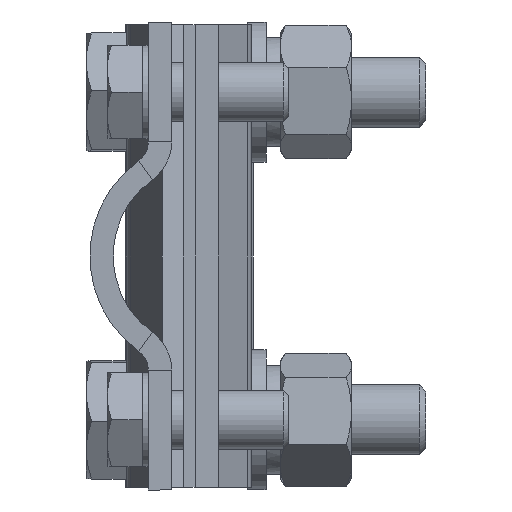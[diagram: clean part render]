
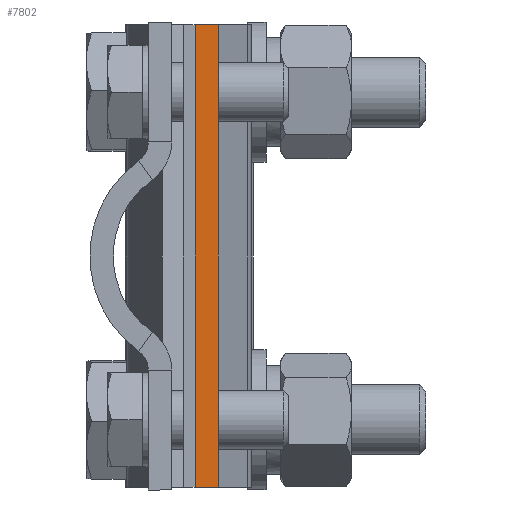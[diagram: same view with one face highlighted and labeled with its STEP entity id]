
A CAD part, left-side view. The second image highlights one B-rep face of the part: STEP entity #7802.
In plain terms, the highlighted face is planar.
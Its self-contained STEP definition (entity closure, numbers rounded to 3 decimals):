
#119 = ORIENTED_EDGE ( 'NONE', *, *, #2131, .T. ) ;
#250 = DIRECTION ( 'NONE',  ( 0., -1., 0. ) ) ;
#328 = PLANE ( 'NONE',  #7221 ) ;
#348 = DIRECTION ( 'NONE',  ( 0., -1., 0. ) ) ;
#557 = CARTESIAN_POINT ( 'NONE',  ( 0., 0., 16. ) ) ;
#993 = LINE ( 'NONE', #2793, #6875 ) ;
#1026 = FACE_OUTER_BOUND ( 'NONE', #7770, .T. ) ;
#1613 = CARTESIAN_POINT ( 'NONE',  ( 0., 2., 16. ) ) ;
#1628 = VERTEX_POINT ( 'NONE', #7170 ) ;
#1733 = VERTEX_POINT ( 'NONE', #4727 ) ;
#2006 = ORIENTED_EDGE ( 'NONE', *, *, #4979, .T. ) ;
#2131 = EDGE_CURVE ( 'NONE', #1733, #1628, #6048, .T. ) ;
#2147 = EDGE_CURVE ( 'NONE', #1733, #7936, #993, .T. ) ;
#2177 = VERTEX_POINT ( 'NONE', #2248 ) ;
#2248 = CARTESIAN_POINT ( 'NONE',  ( 39.5, 0., 16. ) ) ;
#2345 = VECTOR ( 'NONE', #5364, 1000. ) ;
#2527 = ORIENTED_EDGE ( 'NONE', *, *, #2147, .F. ) ;
#2793 = CARTESIAN_POINT ( 'NONE',  ( 0., 2., 16. ) ) ;
#2884 = LINE ( 'NONE', #7243, #6391 ) ;
#2903 = DIRECTION ( 'NONE',  ( -1., 0., 0. ) ) ;
#3032 = DIRECTION ( 'NONE',  ( 0., 0., -1. ) ) ;
#3382 = ORIENTED_EDGE ( 'NONE', *, *, #4768, .F. ) ;
#4138 = VECTOR ( 'NONE', #250, 1000. ) ;
#4429 = CARTESIAN_POINT ( 'NONE',  ( 39.5, 2., 16. ) ) ;
#4727 = CARTESIAN_POINT ( 'NONE',  ( 0., 2., 16. ) ) ;
#4768 = EDGE_CURVE ( 'NONE', #7936, #2177, #2884, .T. ) ;
#4789 = DIRECTION ( 'NONE',  ( 1., 0., 0. ) ) ;
#4979 = EDGE_CURVE ( 'NONE', #1628, #2177, #7342, .T. ) ;
#5364 = DIRECTION ( 'NONE',  ( 1., 0., 0. ) ) ;
#6048 = LINE ( 'NONE', #6675, #4138 ) ;
#6391 = VECTOR ( 'NONE', #348, 1000. ) ;
#6675 = CARTESIAN_POINT ( 'NONE',  ( 0., 2., 16. ) ) ;
#6875 = VECTOR ( 'NONE', #4789, 1000. ) ;
#7170 = CARTESIAN_POINT ( 'NONE',  ( 0., 0., 16. ) ) ;
#7221 = AXIS2_PLACEMENT_3D ( 'NONE', #1613, #3032, #2903 ) ;
#7243 = CARTESIAN_POINT ( 'NONE',  ( 39.5, 2., 16. ) ) ;
#7342 = LINE ( 'NONE', #557, #2345 ) ;
#7770 = EDGE_LOOP ( 'NONE', ( #2006, #3382, #2527, #119 ) ) ;
#7802 = ADVANCED_FACE ( 'NONE', ( #1026 ), #328, .F. ) ;
#7936 = VERTEX_POINT ( 'NONE', #4429 ) ;
